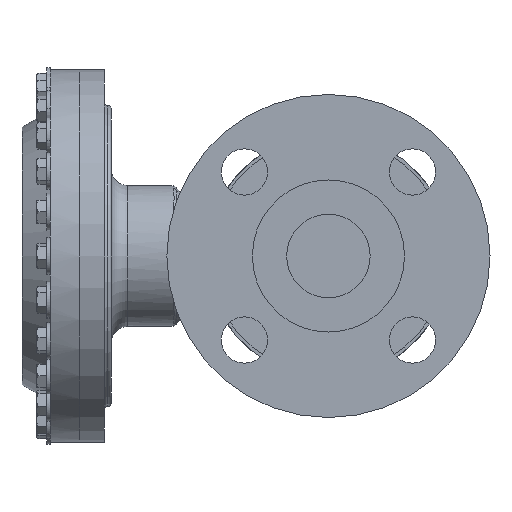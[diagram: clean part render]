
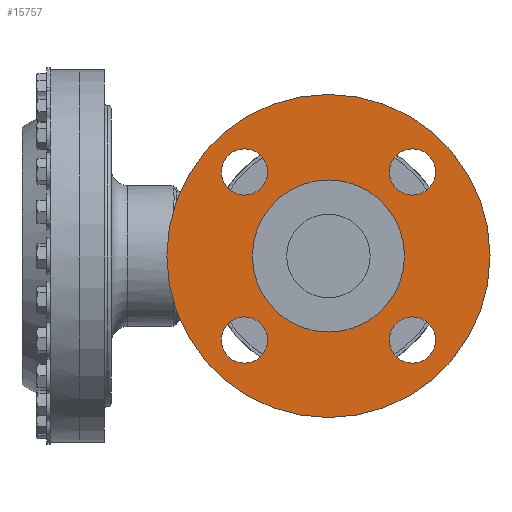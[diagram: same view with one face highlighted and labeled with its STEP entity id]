
A CAD part, left-side view. The second image highlights one B-rep face of the part: STEP entity #15757.
In plain terms, the highlighted planar face has unit normal (-1, 0, 0).
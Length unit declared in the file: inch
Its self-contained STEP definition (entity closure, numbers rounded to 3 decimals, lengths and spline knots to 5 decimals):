
#3 = CARTESIAN_POINT ( 'NONE',  ( -3.23927, 4.77707, 6.16879 ) ) ;
#171 = DIRECTION ( 'NONE',  ( 1., 0., 0. ) ) ;
#204 = CIRCLE ( 'NONE', #9955, 1.44 ) ;
#826 = EDGE_CURVE ( 'NONE', #9386, #17621, #1662, .T. ) ;
#1025 = CARTESIAN_POINT ( 'NONE',  ( -3.23927, 3.33707, 6.16879 ) ) ;
#1035 = DIRECTION ( 'NONE',  ( 0., -1., 0. ) ) ;
#1050 = CARTESIAN_POINT ( 'NONE',  ( -3.23927, 3.33707, 4.72879 ) ) ;
#1160 = DIRECTION ( 'NONE',  ( 0., 1., 0. ) ) ;
#1164 = DIRECTION ( 'NONE',  ( -1., 0., 0. ) ) ;
#1354 = VERTEX_POINT ( 'NONE', #18546 ) ;
#1479 = CARTESIAN_POINT ( 'NONE',  ( -3.23927, 1.74608, 7.75978 ) ) ;
#1612 = AXIS2_PLACEMENT_3D ( 'NONE', #18411, #7024, #20328 ) ;
#1662 = CIRCLE ( 'NONE', #23955, 0.4375 ) ;
#2748 = FACE_OUTER_BOUND ( 'NONE', #23976, .T. ) ;
#2762 = EDGE_CURVE ( 'NONE', #19184, #8415, #204, .T. ) ;
#2842 = VERTEX_POINT ( 'NONE', #5008 ) ;
#2908 = DIRECTION ( 'NONE',  ( 0., -1., 0. ) ) ;
#2927 = DIRECTION ( 'NONE',  ( -1., 0., 0. ) ) ;
#3355 = VERTEX_POINT ( 'NONE', #13699 ) ;
#3360 = FACE_BOUND ( 'NONE', #7016, .T. ) ;
#3401 = DIRECTION ( 'NONE',  ( 0., 1., 0. ) ) ;
#3701 = DIRECTION ( 'NONE',  ( 1., 0., 0. ) ) ;
#3923 = ORIENTED_EDGE ( 'NONE', *, *, #11336, .F. ) ;
#3980 = CARTESIAN_POINT ( 'NONE',  ( -3.23927, 1.74608, 4.5778 ) ) ;
#4315 = CARTESIAN_POINT ( 'NONE',  ( -3.23927, 4.49056, 7.75978 ) ) ;
#4669 = DIRECTION ( 'NONE',  ( -1., 0., 0. ) ) ;
#4673 = VERTEX_POINT ( 'NONE', #15333 ) ;
#4894 = CIRCLE ( 'NONE', #4944, 3.06 ) ;
#4944 = AXIS2_PLACEMENT_3D ( 'NONE', #15086, #3701, #16968 ) ;
#5008 = CARTESIAN_POINT ( 'NONE',  ( -3.23927, 0.27707, 6.16879 ) ) ;
#5029 = AXIS2_PLACEMENT_3D ( 'NONE', #9771, #23102, #11677 ) ;
#5873 = DIRECTION ( 'NONE',  ( 0., 1., 0. ) ) ;
#6519 = AXIS2_PLACEMENT_3D ( 'NONE', #3980, #17238, #5873 ) ;
#6714 = EDGE_CURVE ( 'NONE', #1354, #16834, #23820, .T. ) ;
#6999 = EDGE_LOOP ( 'NONE', ( #18112, #15411 ) ) ;
#7016 = EDGE_LOOP ( 'NONE', ( #12941, #8146 ) ) ;
#7024 = DIRECTION ( 'NONE',  ( -1., 0., 0. ) ) ;
#7455 = ORIENTED_EDGE ( 'NONE', *, *, #826, .F. ) ;
#7603 = DIRECTION ( 'NONE',  ( -1., 0., 0. ) ) ;
#7799 = FACE_BOUND ( 'NONE', #15367, .T. ) ;
#7923 = CARTESIAN_POINT ( 'NONE',  ( -3.23927, 4.49056, 4.5778 ) ) ;
#8017 = ORIENTED_EDGE ( 'NONE', *, *, #17027, .F. ) ;
#8065 = VERTEX_POINT ( 'NONE', #20210 ) ;
#8146 = ORIENTED_EDGE ( 'NONE', *, *, #17677, .F. ) ;
#8415 = VERTEX_POINT ( 'NONE', #3 ) ;
#8715 = AXIS2_PLACEMENT_3D ( 'NONE', #11482, #171, #13411 ) ;
#9386 = VERTEX_POINT ( 'NONE', #15542 ) ;
#9532 = EDGE_CURVE ( 'NONE', #23285, #4673, #16885, .T. ) ;
#9771 = CARTESIAN_POINT ( 'NONE',  ( -3.23927, 1.74608, 7.75978 ) ) ;
#9955 = AXIS2_PLACEMENT_3D ( 'NONE', #1025, #14280, #2908 ) ;
#10306 = PLANE ( 'NONE',  #11122 ) ;
#10464 = CIRCLE ( 'NONE', #18326, 3.06 ) ;
#11122 = AXIS2_PLACEMENT_3D ( 'NONE', #1050, #2927, #16215 ) ;
#11336 = EDGE_CURVE ( 'NONE', #17621, #9386, #13280, .T. ) ;
#11469 = AXIS2_PLACEMENT_3D ( 'NONE', #23914, #12500, #1160 ) ;
#11482 = CARTESIAN_POINT ( 'NONE',  ( -3.23927, 3.33707, 6.16879 ) ) ;
#11677 = DIRECTION ( 'NONE',  ( 0., 1., 0. ) ) ;
#12341 = CARTESIAN_POINT ( 'NONE',  ( -3.23927, 2.18358, 4.5778 ) ) ;
#12369 = DIRECTION ( 'NONE',  ( 1., 0., 0. ) ) ;
#12500 = DIRECTION ( 'NONE',  ( -1., 0., 0. ) ) ;
#12505 = CARTESIAN_POINT ( 'NONE',  ( -3.23927, 1.74608, 4.5778 ) ) ;
#12941 = ORIENTED_EDGE ( 'NONE', *, *, #9532, .F. ) ;
#13280 = CIRCLE ( 'NONE', #5029, 0.4375 ) ;
#13411 = DIRECTION ( 'NONE',  ( 0., -1., 0. ) ) ;
#13699 = CARTESIAN_POINT ( 'NONE',  ( -3.23927, 5.36556, 7.75978 ) ) ;
#13987 = CARTESIAN_POINT ( 'NONE',  ( -3.23927, 1.89707, 6.16879 ) ) ;
#14280 = DIRECTION ( 'NONE',  ( 1., 0., 0. ) ) ;
#14344 = CIRCLE ( 'NONE', #19712, 0.4375 ) ;
#14425 = DIRECTION ( 'NONE',  ( 0., 1., 0. ) ) ;
#14778 = DIRECTION ( 'NONE',  ( -1., 0., 0. ) ) ;
#15002 = ORIENTED_EDGE ( 'NONE', *, *, #15347, .F. ) ;
#15086 = CARTESIAN_POINT ( 'NONE',  ( -3.23927, 3.33707, 6.16879 ) ) ;
#15135 = CARTESIAN_POINT ( 'NONE',  ( -3.23927, 1.30858, 7.75978 ) ) ;
#15333 = CARTESIAN_POINT ( 'NONE',  ( -3.23927, 1.30858, 4.5778 ) ) ;
#15347 = EDGE_CURVE ( 'NONE', #23589, #3355, #14344, .T. ) ;
#15367 = EDGE_LOOP ( 'NONE', ( #17084, #21048 ) ) ;
#15411 = ORIENTED_EDGE ( 'NONE', *, *, #20566, .F. ) ;
#15542 = CARTESIAN_POINT ( 'NONE',  ( -3.23927, 2.18358, 7.75978 ) ) ;
#15666 = AXIS2_PLACEMENT_3D ( 'NONE', #12505, #1164, #14425 ) ;
#15757 = ADVANCED_FACE ( 'NONE', ( #3360, #18517, #17901, #22997, #7799, #2748 ), #10306, .T. ) ;
#16045 = CARTESIAN_POINT ( 'NONE',  ( -3.23927, 4.92806, 4.5778 ) ) ;
#16215 = DIRECTION ( 'NONE',  ( 0., 1., 0. ) ) ;
#16740 = EDGE_CURVE ( 'NONE', #3355, #23589, #23062, .T. ) ;
#16834 = VERTEX_POINT ( 'NONE', #7923 ) ;
#16885 = CIRCLE ( 'NONE', #15666, 0.4375 ) ;
#16968 = DIRECTION ( 'NONE',  ( 0., -1., 0. ) ) ;
#17027 = EDGE_CURVE ( 'NONE', #8065, #2842, #4894, .T. ) ;
#17084 = ORIENTED_EDGE ( 'NONE', *, *, #2762, .T. ) ;
#17238 = DIRECTION ( 'NONE',  ( -1., 0., 0. ) ) ;
#17621 = VERTEX_POINT ( 'NONE', #15135 ) ;
#17677 = EDGE_CURVE ( 'NONE', #4673, #23285, #21230, .T. ) ;
#17901 = FACE_BOUND ( 'NONE', #19772, .T. ) ;
#17948 = DIRECTION ( 'NONE',  ( 0., 1., 0. ) ) ;
#18112 = ORIENTED_EDGE ( 'NONE', *, *, #6714, .F. ) ;
#18160 = ORIENTED_EDGE ( 'NONE', *, *, #23030, .F. ) ;
#18326 = AXIS2_PLACEMENT_3D ( 'NONE', #23773, #12369, #1035 ) ;
#18411 = CARTESIAN_POINT ( 'NONE',  ( -3.23927, 4.92806, 7.75978 ) ) ;
#18517 = FACE_BOUND ( 'NONE', #23093, .T. ) ;
#18546 = CARTESIAN_POINT ( 'NONE',  ( -3.23927, 5.36556, 4.5778 ) ) ;
#18759 = CIRCLE ( 'NONE', #22611, 0.4375 ) ;
#18986 = CARTESIAN_POINT ( 'NONE',  ( -3.23927, 4.92806, 7.75978 ) ) ;
#19184 = VERTEX_POINT ( 'NONE', #13987 ) ;
#19543 = EDGE_CURVE ( 'NONE', #8415, #19184, #22361, .T. ) ;
#19555 = ORIENTED_EDGE ( 'NONE', *, *, #16740, .F. ) ;
#19712 = AXIS2_PLACEMENT_3D ( 'NONE', #18986, #7603, #20906 ) ;
#19772 = EDGE_LOOP ( 'NONE', ( #19555, #15002 ) ) ;
#20210 = CARTESIAN_POINT ( 'NONE',  ( -3.23927, 6.39707, 6.16879 ) ) ;
#20328 = DIRECTION ( 'NONE',  ( 0., 1., 0. ) ) ;
#20566 = EDGE_CURVE ( 'NONE', #16834, #1354, #18759, .T. ) ;
#20906 = DIRECTION ( 'NONE',  ( 0., 1., 0. ) ) ;
#21048 = ORIENTED_EDGE ( 'NONE', *, *, #19543, .T. ) ;
#21230 = CIRCLE ( 'NONE', #6519, 0.4375 ) ;
#22361 = CIRCLE ( 'NONE', #8715, 1.44 ) ;
#22611 = AXIS2_PLACEMENT_3D ( 'NONE', #16045, #4669, #17948 ) ;
#22997 = FACE_BOUND ( 'NONE', #6999, .T. ) ;
#23030 = EDGE_CURVE ( 'NONE', #2842, #8065, #10464, .T. ) ;
#23062 = CIRCLE ( 'NONE', #1612, 0.4375 ) ;
#23093 = EDGE_LOOP ( 'NONE', ( #7455, #3923 ) ) ;
#23102 = DIRECTION ( 'NONE',  ( -1., 0., 0. ) ) ;
#23285 = VERTEX_POINT ( 'NONE', #12341 ) ;
#23589 = VERTEX_POINT ( 'NONE', #4315 ) ;
#23773 = CARTESIAN_POINT ( 'NONE',  ( -3.23927, 3.33707, 6.16879 ) ) ;
#23820 = CIRCLE ( 'NONE', #11469, 0.4375 ) ;
#23914 = CARTESIAN_POINT ( 'NONE',  ( -3.23927, 4.92806, 4.5778 ) ) ;
#23955 = AXIS2_PLACEMENT_3D ( 'NONE', #1479, #14778, #3401 ) ;
#23976 = EDGE_LOOP ( 'NONE', ( #18160, #8017 ) ) ;
